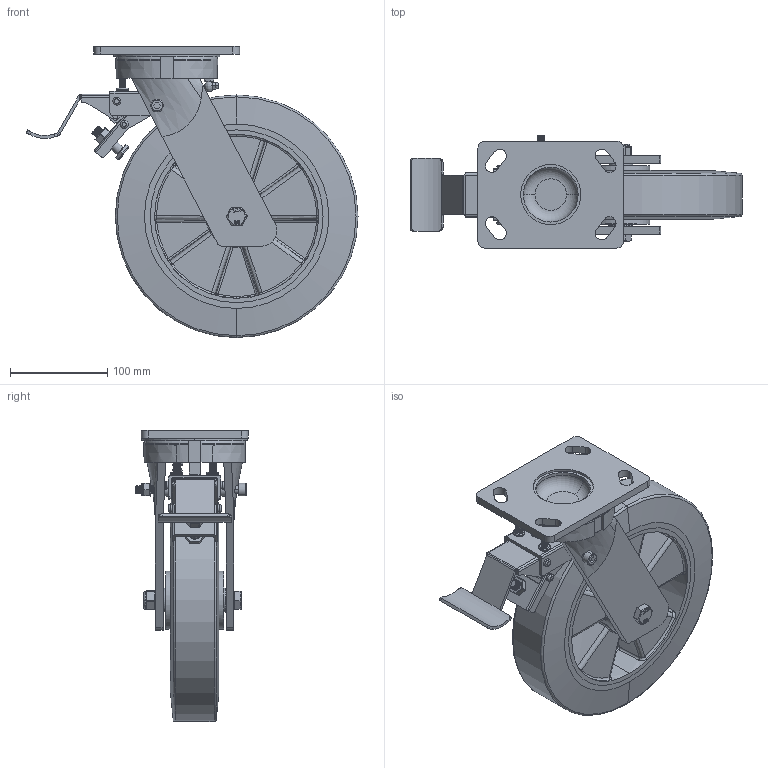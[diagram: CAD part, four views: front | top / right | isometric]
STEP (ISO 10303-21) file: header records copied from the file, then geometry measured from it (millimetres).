
FILE_DESCRIPTION(('STEP AP214'),'1');
FILE_NAME('BZK250SPABJSWB.STEP','2022-04-11T10:24:14',(' '),(' '),'Spatial InterOp 3D',' ',' ');
FILE_SCHEMA(('AUTOMOTIVE_DESIGN { 1 0 10303 214 1 1 1 1 }'));
Length unit declared in the file: metre
Products named in the file (44): BZK250ASSWB; FABRICATED STEEL TOP PLATE; FABRICATED STEEL FORKS; FABRICATED STEEL FORKS Geometry; GREESE NIPPLE; FABRICATED STEEL BRAKE; BOLT; BRAKE PART 1; BRAKE PEDAL; BRAKE PART 2; BRAKE PART 3; BOLT2; BOLT3; BOLT4; BRAKE BOLT; NUT; BOLT5; SPRING; SPACERS; WASHER; NUT2; BZK250SPABJSWB; BZH250WSPABJM20; 75 SHORE A POLYURETHANE TYRE; ALUMINIUM RIM; BEARING6204; INNER; OUTER; BALL BEARINGS; Component3; MIDDLE; RUBBER; ZINC PLATED BEARING SPACER; TH20X2X12; ZINC PLATED HEADED SPACER; HEXBOLTM12X90Z8.8; GRADE 8.8 ZINC PLATED BOLT; NYLOC NUT; RUBBER2; NUT3 ...
Assembly tree (66 placements, depth 5):
  BZK250SPABJSWB
    BZK250ASSWB
      FABRICATED STEEL TOP PLATE
      FABRICATED STEEL FORKS
        FABRICATED STEEL FORKS Geometry
        GREESE NIPPLE
      FABRICATED STEEL BRAKE
        BOLT
        BRAKE PART 1
        BRAKE PEDAL
        BRAKE PART 2
        BRAKE PART 3
        BOLT2
        BOLT3
        BOLT4
        BRAKE BOLT
        NUT  x2
        BOLT5  x2
        SPRING  x2
        SPACERS
        WASHER
        NUT2
    BZH250WSPABJM20
      75 SHORE A POLYURETHANE TYRE
      ALUMINIUM RIM
      BEARING6204
        INNER
        OUTER
        BALL BEARINGS
          Component3  x8
        MIDDLE
        RUBBER
      BEARING6204
        INNER
        OUTER
        BALL BEARINGS
          Component3  x8
        MIDDLE
        RUBBER
      ZINC PLATED BEARING SPACER
    TH20X2X12
      ZINC PLATED HEADED SPACER
    TH20X2X12
      ZINC PLATED HEADED SPACER
    HEXBOLTM12X90Z8.8
      GRADE 8.8 ZINC PLATED BOLT
    NYLOCM12Z
      NYLOC NUT
        RUBBER2
        NUT3
Bounding box: 342 x 115.52 x 300 mm (x, y, z)
Volume: 2243376.6 mm3; surface area: 483121.1 mm2
Topology: 56 solids, 57 shells, 2192 faces, 5597 edges, 3540 vertices
Faces by surface type: cylinder 754, plane 609, extrusion 313, sphere 214, bspline 150, torus 122, offset 20, cone 10
Entity records: 120616 total; most frequent: CARTESIAN_POINT 80238, ORIENTED_EDGE 8346, DIRECTION 7737, EDGE_CURVE 4173, AXIS2_PLACEMENT_3D 3016, VERTEX_POINT 2665, EDGE_LOOP 1876, VECTOR 1705
